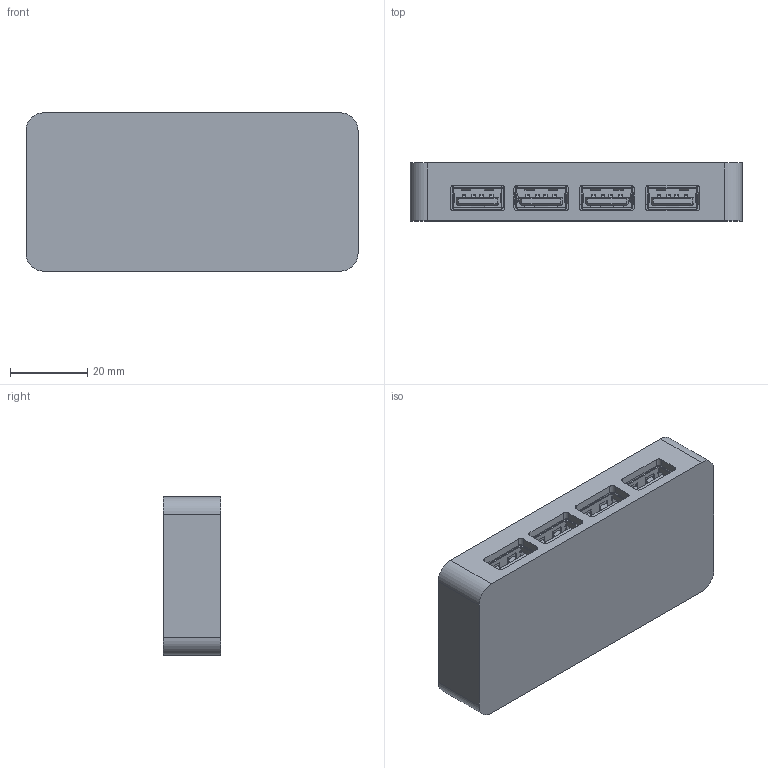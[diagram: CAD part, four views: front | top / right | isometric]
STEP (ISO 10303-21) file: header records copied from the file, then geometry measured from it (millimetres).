
FILE_DESCRIPTION(/* description */ (''),/* implementation_level */ '2;1');
FILE_NAME(/* name */ 'Assembly.step',/* time_stamp */ '2026-01-22T13:58:19-05:00',/* author */ (''),/* organization */ (''),/* preprocessor_version */ 'ST-DEVELOPER v20.1',/* originating_system */ 'Autodesk Translation Framework v14.21.0.0',/* authorisation */ '');
FILE_SCHEMA (('AUTOMOTIVE_DESIGN { 1 0 10303 214 3 1 1 }'));
Products named in the file (12): 2026-01-22-13-27-20-231; USB-HUB(SL2.1A) 1; QFN-16-1EP_4x4mm_P0.65mm_EP2.5x2.5mm; USB-HUB(SL2.1A)_PCB; USB-C-SMD_TYPE-C-6PIN-2MD-073; SSOP-16_L4.6-W2.6-P0.53-LS4.0-BL; USB-A-TH_10.0QHHTZB6.3; C_0402_1005Metric; LED_0402_1005Metric; R_0402_1005Metric; 2026-01-22-13-54-43-208; 2026-01-22-13-54-45-285
Assembly tree (58 placements, depth 3):
  2026-01-22-13-27-20-231
    USB-HUB(SL2.1A) 1
      R_0402_1005Metric  x17
      USB-A-TH_10.0QHHTZB6.3  x4
      C_0402_1005Metric  x19
      LED_0402_1005Metric  x6
      SSOP-16_L4.6-W2.6-P0.53-LS4.0-BL  x2
      USB-C-SMD_TYPE-C-6PIN-2MD-073  x5
      QFN-16-1EP_4x4mm_P0.65mm_EP2.5x2.5mm
      USB-HUB(SL2.1A)_PCB
    2026-01-22-13-54-43-208
    2026-01-22-13-54-45-285
Bounding box: 86 x 15 x 41 mm (x, y, z)
Volume: 31260.8 mm3; surface area: 35795.3 mm2
Topology: 124 solids, 124 shells, 7188 faces, 20028 edges, 13244 vertices
Faces by surface type: plane 4741, cylinder 1659, bspline 742, cone 30, sphere 16
Full cylindrical faces by diameter (mm): 0.498 x2, 0.5 x11, 0.7 x10, 2.5 x12, 4.5 x8
Entity records: 71844 total; most frequent: CARTESIAN_POINT 16387, ORIENTED_EDGE 11504, DIRECTION 10338, EDGE_CURVE 5752, LINE 4292, VECTOR 4292, VERTEX_POINT 3812, AXIS2_PLACEMENT_3D 3023
